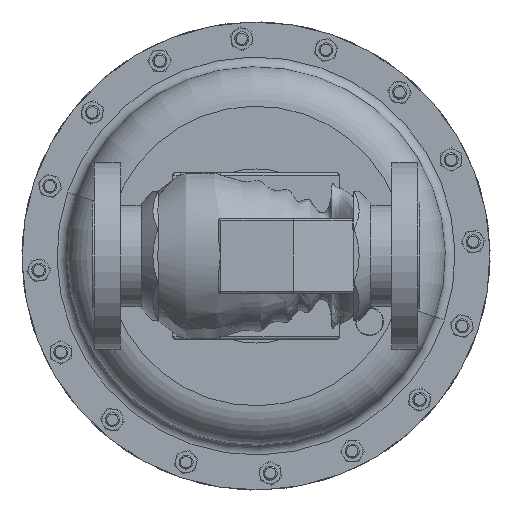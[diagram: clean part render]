
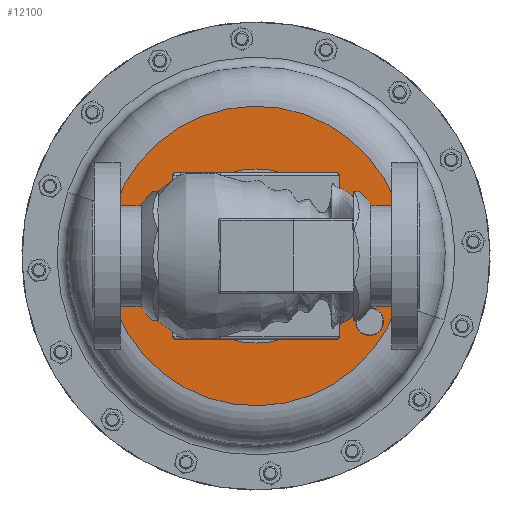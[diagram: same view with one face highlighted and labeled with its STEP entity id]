
A CAD part, front view. The second image highlights one B-rep face of the part: STEP entity #12100.
In plain terms, the highlighted planar face has unit normal (0, -1, 0).
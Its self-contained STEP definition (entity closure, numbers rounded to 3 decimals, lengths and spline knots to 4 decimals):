
#945 = CARTESIAN_POINT ( 'NONE',  ( -1.2858, 8.92, -3.7877 ) ) ;
#1652 = CARTESIAN_POINT ( 'NONE',  ( 0., 8.92, 0. ) ) ;
#2980 = CARTESIAN_POINT ( 'NONE',  ( 0., 8.92, 2.325 ) ) ;
#4551 = VERTEX_POINT ( 'NONE', #2980 ) ;
#6572 = CIRCLE ( 'NONE', #19199, 2.325 ) ;
#7013 = DIRECTION ( 'NONE',  ( 0., 0., -1. ) ) ;
#7529 = EDGE_CURVE ( 'NONE', #56687, #55092, #58642, .T. ) ;
#7629 = CARTESIAN_POINT ( 'NONE',  ( 0., 8.92, 0. ) ) ;
#8572 = ORIENTED_EDGE ( 'NONE', *, *, #58437, .T. ) ;
#9072 = ORIENTED_EDGE ( 'NONE', *, *, #7529, .T. ) ;
#9379 = DIRECTION ( 'NONE',  ( 0., -1., 0. ) ) ;
#10316 = CARTESIAN_POINT ( 'NONE',  ( 3.0311, 8.92, -1.75 ) ) ;
#10810 = ORIENTED_EDGE ( 'NONE', *, *, #37806, .F. ) ;
#11415 = CIRCLE ( 'NONE', #36895, 4. ) ;
#11714 = PLANE ( 'NONE',  #41307 ) ;
#12100 = ADVANCED_FACE ( 'NONE', ( #33219, #20620, #61678 ), #11714, .T. ) ;
#13044 = DIRECTION ( 'NONE',  ( 0.947, 0., -0.321 ) ) ;
#15724 = DIRECTION ( 'NONE',  ( 0.947, 0., -0.321 ) ) ;
#16323 = AXIS2_PLACEMENT_3D ( 'NONE', #1652, #39109, #7013 ) ;
#17119 = DIRECTION ( 'NONE',  ( -0.947, 0., 0.321 ) ) ;
#19031 = ORIENTED_EDGE ( 'NONE', *, *, #65513, .F. ) ;
#19199 = AXIS2_PLACEMENT_3D ( 'NONE', #41441, #9379, #46854 ) ;
#20620 = FACE_OUTER_BOUND ( 'NONE', #62902, .T. ) ;
#25899 = CARTESIAN_POINT ( 'NONE',  ( 3.0311, 8.92, -1.75 ) ) ;
#27765 = CARTESIAN_POINT ( 'NONE',  ( -3.7877, 8.92, 1.2858 ) ) ;
#28321 = ORIENTED_EDGE ( 'NONE', *, *, #68987, .F. ) ;
#29436 = CARTESIAN_POINT ( 'NONE',  ( 0., 8.92, 0. ) ) ;
#30778 = VERTEX_POINT ( 'NONE', #27765 ) ;
#31289 = DIRECTION ( 'NONE',  ( 0.947, 0., -0.321 ) ) ;
#33219 = FACE_BOUND ( 'NONE', #67070, .T. ) ;
#34825 = DIRECTION ( 'NONE',  ( 0.947, 0., -0.321 ) ) ;
#36895 = AXIS2_PLACEMENT_3D ( 'NONE', #7629, #45101, #13044 ) ;
#37806 = EDGE_CURVE ( 'NONE', #39819, #4551, #41381, .T. ) ;
#39109 = DIRECTION ( 'NONE',  ( 0., -1., 0. ) ) ;
#39819 = VERTEX_POINT ( 'NONE', #40661 ) ;
#40661 = CARTESIAN_POINT ( 'NONE',  ( 0., 8.92, -2.325 ) ) ;
#41307 = AXIS2_PLACEMENT_3D ( 'NONE', #945, #49200, #17119 ) ;
#41381 = CIRCLE ( 'NONE', #16323, 2.325 ) ;
#41441 = CARTESIAN_POINT ( 'NONE',  ( 0., 8.92, 0. ) ) ;
#42646 = CARTESIAN_POINT ( 'NONE',  ( 3.7877, 8.92, -1.2858 ) ) ;
#45101 = DIRECTION ( 'NONE',  ( 0., 1., 0. ) ) ;
#46854 = DIRECTION ( 'NONE',  ( 0., 0., -1. ) ) ;
#47797 = DIRECTION ( 'NONE',  ( 0., 1., 0. ) ) ;
#48552 = CARTESIAN_POINT ( 'NONE',  ( 2.676, 8.92, -1.6295 ) ) ;
#48979 = CIRCLE ( 'NONE', #63050, 0.375 ) ;
#49200 = DIRECTION ( 'NONE',  ( 0., -1., 0. ) ) ;
#50241 = AXIS2_PLACEMENT_3D ( 'NONE', #29436, #66927, #34825 ) ;
#53522 = EDGE_CURVE ( 'NONE', #60972, #30778, #11415, .T. ) ;
#55092 = VERTEX_POINT ( 'NONE', #48552 ) ;
#56687 = VERTEX_POINT ( 'NONE', #58163 ) ;
#58163 = CARTESIAN_POINT ( 'NONE',  ( 3.3862, 8.92, -1.8705 ) ) ;
#58400 = ORIENTED_EDGE ( 'NONE', *, *, #53522, .F. ) ;
#58437 = EDGE_CURVE ( 'NONE', #55092, #56687, #48979, .T. ) ;
#58642 = CIRCLE ( 'NONE', #69022, 0.375 ) ;
#60415 = CIRCLE ( 'NONE', #50241, 4. ) ;
#60972 = VERTEX_POINT ( 'NONE', #42646 ) ;
#61678 = FACE_BOUND ( 'NONE', #65410, .T. ) ;
#62902 = EDGE_LOOP ( 'NONE', ( #58400, #19031 ) ) ;
#63050 = AXIS2_PLACEMENT_3D ( 'NONE', #25899, #63390, #31289 ) ;
#63390 = DIRECTION ( 'NONE',  ( 0., 1., 0. ) ) ;
#65410 = EDGE_LOOP ( 'NONE', ( #9072, #8572 ) ) ;
#65513 = EDGE_CURVE ( 'NONE', #30778, #60972, #60415, .T. ) ;
#66927 = DIRECTION ( 'NONE',  ( 0., 1., 0. ) ) ;
#67070 = EDGE_LOOP ( 'NONE', ( #10810, #28321 ) ) ;
#68987 = EDGE_CURVE ( 'NONE', #4551, #39819, #6572, .T. ) ;
#69022 = AXIS2_PLACEMENT_3D ( 'NONE', #10316, #47797, #15724 ) ;
